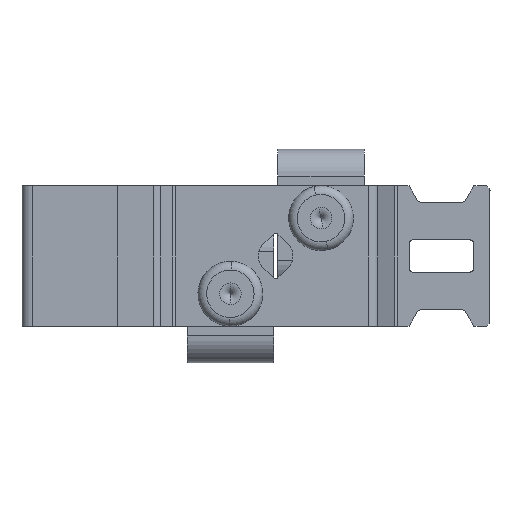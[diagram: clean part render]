
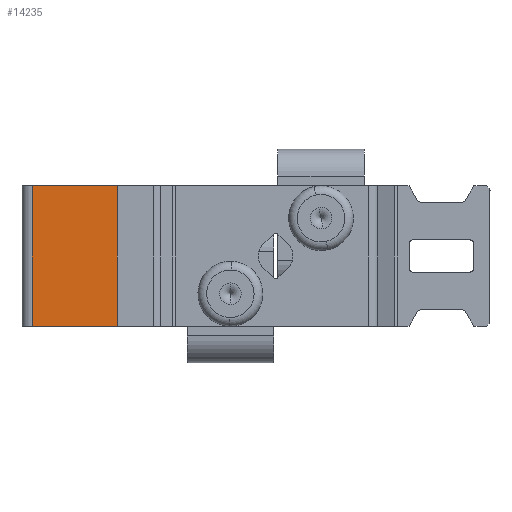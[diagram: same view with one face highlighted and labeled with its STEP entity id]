
A CAD part, front view. The second image highlights one B-rep face of the part: STEP entity #14235.
In plain terms, the highlighted planar face has unit normal (0, -1, 0).
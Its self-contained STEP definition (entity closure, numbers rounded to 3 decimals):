
#1399 = DIRECTION ( 'NONE',  ( -1., 0., 0. ) ) ;
#2173 = CARTESIAN_POINT ( 'NONE',  ( -45.728, -11.113, 17.074 ) ) ;
#2851 = ORIENTED_EDGE ( 'NONE', *, *, #10718, .F. ) ;
#3201 = DIRECTION ( 'NONE',  ( 0., 0., 1. ) ) ;
#3458 = FACE_OUTER_BOUND ( 'NONE', #6613, .T. ) ;
#3658 = DIRECTION ( 'NONE',  ( 0., -1., 0. ) ) ;
#5189 = ORIENTED_EDGE ( 'NONE', *, *, #21106, .F. ) ;
#6263 = CARTESIAN_POINT ( 'NONE',  ( -45.728, -11.113, 24.987 ) ) ;
#6613 = EDGE_LOOP ( 'NONE', ( #5189, #9655, #2851, #15037 ) ) ;
#6616 = LINE ( 'NONE', #19470, #20218 ) ;
#7020 = DIRECTION ( 'NONE',  ( 0., 0., -1. ) ) ;
#7244 = EDGE_CURVE ( 'NONE', #13921, #18007, #18033, .T. ) ;
#9655 = ORIENTED_EDGE ( 'NONE', *, *, #7244, .T. ) ;
#10374 = PLANE ( 'NONE',  #13965 ) ;
#10718 = EDGE_CURVE ( 'NONE', #10944, #18007, #10881, .T. ) ;
#10881 = LINE ( 'NONE', #19326, #20499 ) ;
#10944 = VERTEX_POINT ( 'NONE', #20787 ) ;
#11096 = DIRECTION ( 'NONE',  ( 1., 0., 0. ) ) ;
#11144 = CARTESIAN_POINT ( 'NONE',  ( -37.879, -11.113, 24.987 ) ) ;
#12880 = CARTESIAN_POINT ( 'NONE',  ( -37.879, -11.113, 17.074 ) ) ;
#13056 = VECTOR ( 'NONE', #1399, 1000. ) ;
#13192 = EDGE_CURVE ( 'NONE', #15274, #10944, #6616, .T. ) ;
#13456 = CARTESIAN_POINT ( 'NONE',  ( -37.879, -11.113, 37.987 ) ) ;
#13921 = VERTEX_POINT ( 'NONE', #11144 ) ;
#13965 = AXIS2_PLACEMENT_3D ( 'NONE', #2173, #3658, #7020 ) ;
#14235 = ADVANCED_FACE ( 'NONE', ( #3458 ), #10374, .T. ) ;
#15037 = ORIENTED_EDGE ( 'NONE', *, *, #13192, .F. ) ;
#15274 = VERTEX_POINT ( 'NONE', #18362 ) ;
#15402 = VECTOR ( 'NONE', #3201, 1000. ) ;
#17890 = DIRECTION ( 'NONE',  ( 0., 0., 1. ) ) ;
#18007 = VERTEX_POINT ( 'NONE', #13456 ) ;
#18033 = LINE ( 'NONE', #12880, #15402 ) ;
#18362 = CARTESIAN_POINT ( 'NONE',  ( -45.728, -11.113, 24.987 ) ) ;
#19326 = CARTESIAN_POINT ( 'NONE',  ( -45.728, -11.113, 37.987 ) ) ;
#19470 = CARTESIAN_POINT ( 'NONE',  ( -45.728, -11.113, 24.987 ) ) ;
#20218 = VECTOR ( 'NONE', #17890, 1000. ) ;
#20499 = VECTOR ( 'NONE', #11096, 1000. ) ;
#20787 = CARTESIAN_POINT ( 'NONE',  ( -45.728, -11.113, 37.987 ) ) ;
#20976 = LINE ( 'NONE', #6263, #13056 ) ;
#21106 = EDGE_CURVE ( 'NONE', #13921, #15274, #20976, .T. ) ;
